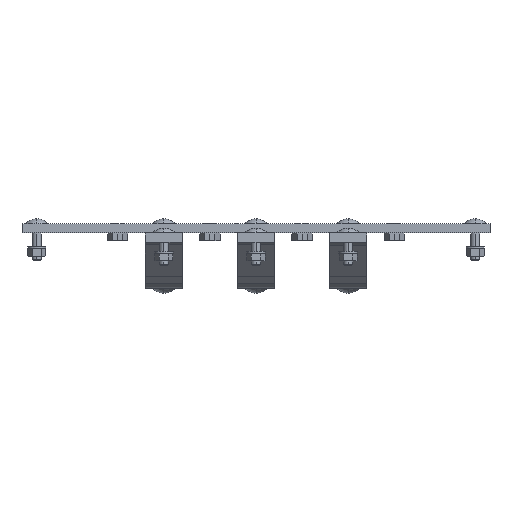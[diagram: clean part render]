
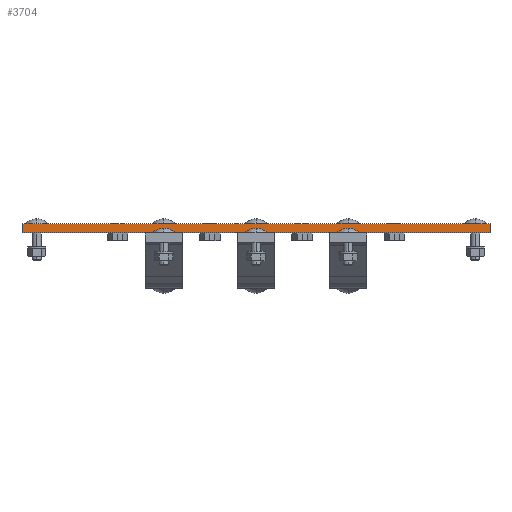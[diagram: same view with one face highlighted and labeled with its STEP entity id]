
A CAD part, front view. The second image highlights one B-rep face of the part: STEP entity #3704.
In plain terms, the highlighted planar face has unit normal (0, -1, 0).
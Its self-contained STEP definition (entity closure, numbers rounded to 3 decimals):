
#3704=ADVANCED_FACE('',(#7233),#7234,.F.);
#7233=FACE_OUTER_BOUND('',#10646,.T.);
#7234=PLANE('',#10647);
#10646=EDGE_LOOP('',(#19500,#19501,#19502,#19503));
#10647=AXIS2_PLACEMENT_3D('',#19504,#19505,#19506);
#19500=ORIENTED_EDGE('',*,*,#23099,.F.);
#19501=ORIENTED_EDGE('',*,*,#23119,.F.);
#19502=ORIENTED_EDGE('',*,*,#23055,.T.);
#19503=ORIENTED_EDGE('',*,*,#23120,.T.);
#19504=CARTESIAN_POINT('',(540.0,670.5,65.308));
#19505=DIRECTION('',(-0.0,1.0,0.0));
#19506=DIRECTION('',(1.0,0.0,0.0));
#23055=EDGE_CURVE('',#27921,#27922,#27923,.T.);
#23099=EDGE_CURVE('',#27998,#28001,#28002,.T.);
#23119=EDGE_CURVE('',#27921,#27998,#28039,.T.);
#23120=EDGE_CURVE('',#27922,#28001,#28040,.T.);
#27921=VERTEX_POINT('',#38073);
#27922=VERTEX_POINT('',#38074);
#27923=LINE('',#38075,#38076);
#27998=VERTEX_POINT('',#38188);
#28001=VERTEX_POINT('',#38192);
#28002=LINE('',#38193,#38194);
#28039=LINE('',#38249,#38250);
#28040=LINE('',#38251,#38252);
#38073=CARTESIAN_POINT('',(0.0,670.5,65.308));
#38074=CARTESIAN_POINT('',(508.0,670.5,65.308));
#38075=CARTESIAN_POINT('',(-32.0,670.5,65.308));
#38076=VECTOR('',#41566,1000.0);
#38188=CARTESIAN_POINT('',(0.0,670.5,75.308));
#38192=CARTESIAN_POINT('',(508.0,670.5,75.308));
#38193=CARTESIAN_POINT('',(-32.0,670.5,75.308));
#38194=VECTOR('',#41605,1000.0);
#38249=CARTESIAN_POINT('',(0.0,670.5,65.308));
#38250=VECTOR('',#41624,1000.0);
#38251=CARTESIAN_POINT('',(508.0,670.5,65.308));
#38252=VECTOR('',#41625,1000.0);
#41566=DIRECTION('',(1.0,0.0,0.0));
#41605=DIRECTION('',(1.0,0.0,0.0));
#41624=DIRECTION('',(0.0,0.0,1.0));
#41625=DIRECTION('',(0.0,0.0,1.0));
